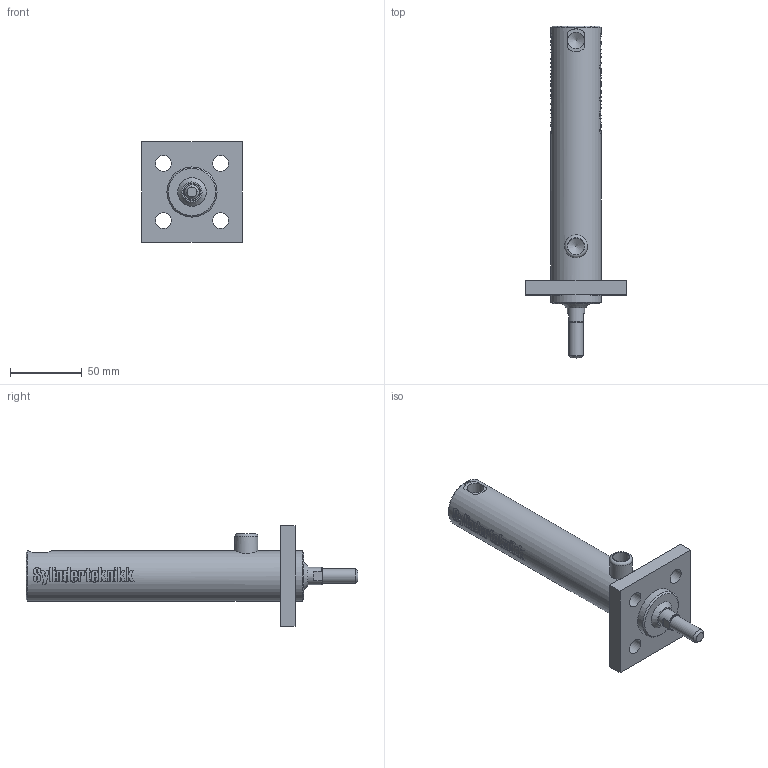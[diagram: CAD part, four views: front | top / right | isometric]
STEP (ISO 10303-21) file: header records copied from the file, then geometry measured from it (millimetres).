
FILE_DESCRIPTION((''),'2;1');
FILE_NAME('DVGF25_12 (2).stp','2010-04-15T09:40:06',('tribel'),(''),'Autodesk Inventor 2009','Autodesk Inventor 2009','');
FILE_SCHEMA(('AUTOMOTIVE_DESIGN { 1 0 10303 214 1 1 1 1 }'));
Length unit declared in the file: millimetre
Products named in the file (4): DVGF25_12 (2); DVGF25_12_body; DVGF25_12_stang; DVGF25_12_Parameters
Assembly tree (3 placements, depth 2):
  DVGF25_12 (2)
    DVGF25_12_body
    DVGF25_12_stang
    DVGF25_12_Parameters
Bounding box: 70 x 232 x 70 mm (x, y, z)
Volume: 188005.7 mm3; surface area: 59158.4 mm2
Topology: 3 solids, 4 shells, 469 faces, 1256 edges, 837 vertices
Faces by surface type: plane 259, bspline 150, cylinder 50, cone 6, torus 3, sphere 1
Full cylindrical faces by diameter (mm): 10 x1, 12 x2, 16 x1, 25 x2, 35 x1, 35.071 x1
Entity records: 44760 total; most frequent: CARTESIAN_POINT 34310, ORIENTED_EDGE 2424, DIRECTION 1546, EDGE_CURVE 1214, VERTEX_POINT 822, EDGE_LOOP 549, AXIS2_PLACEMENT_3D 518, VECTOR 510
